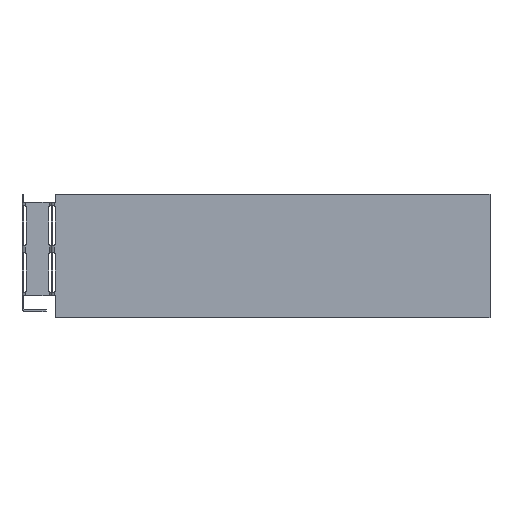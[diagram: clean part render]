
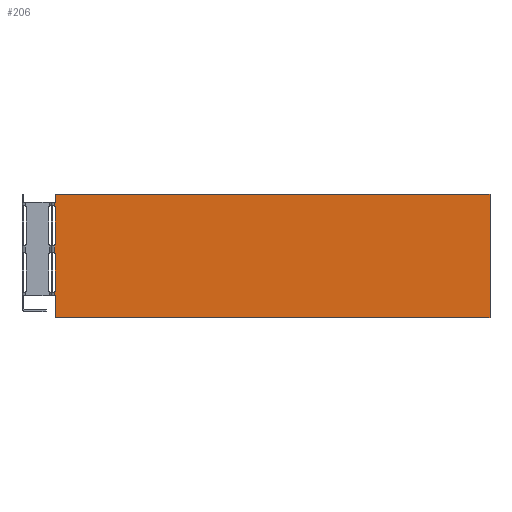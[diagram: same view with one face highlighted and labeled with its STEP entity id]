
A CAD part, front view. The second image highlights one B-rep face of the part: STEP entity #206.
In plain terms, the highlighted planar face has unit normal (0, -1, 0).
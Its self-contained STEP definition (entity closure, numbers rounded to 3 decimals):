
#39=AXIS2_PLACEMENT_3D('Circle Axis2P3D',#37,#38,$) ;
#83=AXIS2_PLACEMENT_3D('Plane Axis2P3D',#80,#81,#82) ;
#152=AXIS2_PLACEMENT_3D('Circle Axis2P3D',#150,#151,$) ;
#166=AXIS2_PLACEMENT_3D('Circle Axis2P3D',#164,#165,$) ;
#185=AXIS2_PLACEMENT_3D('Circle Axis2P3D',#183,#184,$) ;
#37=CARTESIAN_POINT('Axis2P3D Location',(15.085,0.,30.9)) ;
#41=CARTESIAN_POINT('Vertex',(16.09,0.,31.643)) ;
#43=CARTESIAN_POINT('Vertex',(16.335,0.,30.9)) ;
#80=CARTESIAN_POINT('Axis2P3D Location',(-109.715,0.,-7.2)) ;
#85=CARTESIAN_POINT('Line Origine',(16.09,0.,11.728)) ;
#89=CARTESIAN_POINT('Vertex',(16.09,0.,12.657)) ;
#91=CARTESIAN_POINT('Vertex',(16.09,0.,10.8)) ;
#94=CARTESIAN_POINT('Line Origine',(16.188,0.,10.8)) ;
#98=CARTESIAN_POINT('Vertex',(16.285,0.,10.8)) ;
#101=CARTESIAN_POINT('Line Origine',(16.285,0.,5.4)) ;
#105=CARTESIAN_POINT('Vertex',(16.285,0.,0.)) ;
#108=CARTESIAN_POINT('Line Origine',(122.785,0.,0.)) ;
#112=CARTESIAN_POINT('Vertex',(229.285,0.,0.)) ;
#115=CARTESIAN_POINT('Line Origine',(229.285,0.,30.25)) ;
#119=CARTESIAN_POINT('Vertex',(229.285,0.,60.5)) ;
#122=CARTESIAN_POINT('Line Origine',(122.785,0.,60.5)) ;
#126=CARTESIAN_POINT('Vertex',(16.285,0.,60.5)) ;
#129=CARTESIAN_POINT('Line Origine',(16.285,0.,58.5)) ;
#133=CARTESIAN_POINT('Vertex',(16.285,0.,56.5)) ;
#136=CARTESIAN_POINT('Line Origine',(16.188,0.,56.5)) ;
#140=CARTESIAN_POINT('Vertex',(16.09,0.,56.5)) ;
#143=CARTESIAN_POINT('Line Origine',(16.09,0.,55.572)) ;
#147=CARTESIAN_POINT('Vertex',(16.09,0.,54.643)) ;
#150=CARTESIAN_POINT('Axis2P3D Location',(15.085,0.,53.9)) ;
#154=CARTESIAN_POINT('Vertex',(16.335,0.,53.9)) ;
#157=CARTESIAN_POINT('Line Origine',(16.335,0.,45.15)) ;
#161=CARTESIAN_POINT('Vertex',(16.335,0.,36.4)) ;
#164=CARTESIAN_POINT('Axis2P3D Location',(15.085,0.,36.4)) ;
#168=CARTESIAN_POINT('Vertex',(16.09,0.,35.657)) ;
#171=CARTESIAN_POINT('Line Origine',(16.09,0.,33.65)) ;
#176=CARTESIAN_POINT('Line Origine',(16.335,0.,22.15)) ;
#180=CARTESIAN_POINT('Vertex',(16.335,0.,13.4)) ;
#183=CARTESIAN_POINT('Axis2P3D Location',(15.085,0.,13.4)) ;
#38=DIRECTION('Axis2P3D Direction',(0.,1.,0.)) ;
#81=DIRECTION('Axis2P3D Direction',(0.,1.,0.)) ;
#82=DIRECTION('Axis2P3D XDirection',(-1.,0.,0.)) ;
#86=DIRECTION('Vector Direction',(0.,0.,-1.)) ;
#95=DIRECTION('Vector Direction',(1.,0.,0.)) ;
#102=DIRECTION('Vector Direction',(0.,0.,1.)) ;
#109=DIRECTION('Vector Direction',(-1.,0.,0.)) ;
#116=DIRECTION('Vector Direction',(0.,0.,-1.)) ;
#123=DIRECTION('Vector Direction',(1.,0.,0.)) ;
#130=DIRECTION('Vector Direction',(0.,0.,1.)) ;
#137=DIRECTION('Vector Direction',(-1.,0.,0.)) ;
#144=DIRECTION('Vector Direction',(0.,0.,-1.)) ;
#151=DIRECTION('Axis2P3D Direction',(0.,1.,0.)) ;
#158=DIRECTION('Vector Direction',(0.,0.,1.)) ;
#165=DIRECTION('Axis2P3D Direction',(0.,1.,0.)) ;
#172=DIRECTION('Vector Direction',(0.,0.,-1.)) ;
#177=DIRECTION('Vector Direction',(0.,0.,-1.)) ;
#184=DIRECTION('Axis2P3D Direction',(0.,1.,0.)) ;
#87=VECTOR('Line Direction',#86,1.) ;
#96=VECTOR('Line Direction',#95,1.) ;
#103=VECTOR('Line Direction',#102,1.) ;
#110=VECTOR('Line Direction',#109,1.) ;
#117=VECTOR('Line Direction',#116,1.) ;
#124=VECTOR('Line Direction',#123,1.) ;
#131=VECTOR('Line Direction',#130,1.) ;
#138=VECTOR('Line Direction',#137,1.) ;
#145=VECTOR('Line Direction',#144,1.) ;
#159=VECTOR('Line Direction',#158,1.) ;
#173=VECTOR('Line Direction',#172,1.) ;
#178=VECTOR('Line Direction',#177,1.) ;
#189=ORIENTED_EDGE('',*,*,#93,.T.) ;
#190=ORIENTED_EDGE('',*,*,#100,.T.) ;
#191=ORIENTED_EDGE('',*,*,#107,.F.) ;
#192=ORIENTED_EDGE('',*,*,#114,.F.) ;
#193=ORIENTED_EDGE('',*,*,#121,.F.) ;
#194=ORIENTED_EDGE('',*,*,#128,.F.) ;
#195=ORIENTED_EDGE('',*,*,#135,.F.) ;
#196=ORIENTED_EDGE('',*,*,#142,.T.) ;
#197=ORIENTED_EDGE('',*,*,#149,.T.) ;
#198=ORIENTED_EDGE('',*,*,#156,.T.) ;
#199=ORIENTED_EDGE('',*,*,#163,.T.) ;
#200=ORIENTED_EDGE('',*,*,#170,.T.) ;
#201=ORIENTED_EDGE('',*,*,#175,.T.) ;
#202=ORIENTED_EDGE('',*,*,#45,.T.) ;
#203=ORIENTED_EDGE('',*,*,#182,.T.) ;
#204=ORIENTED_EDGE('',*,*,#187,.T.) ;
#206=ADVANCED_FACE('Koerper.2',(#205),#84,.F.) ;
#40=CIRCLE('generated circle',#39,1.25) ;
#153=CIRCLE('generated circle',#152,1.25) ;
#167=CIRCLE('generated circle',#166,1.25) ;
#186=CIRCLE('generated circle',#185,1.25) ;
#45=EDGE_CURVE('',#42,#44,#40,.T.) ;
#93=EDGE_CURVE('',#90,#92,#88,.T.) ;
#100=EDGE_CURVE('',#92,#99,#97,.T.) ;
#107=EDGE_CURVE('',#106,#99,#104,.T.) ;
#114=EDGE_CURVE('',#113,#106,#111,.T.) ;
#121=EDGE_CURVE('',#120,#113,#118,.T.) ;
#128=EDGE_CURVE('',#127,#120,#125,.T.) ;
#135=EDGE_CURVE('',#134,#127,#132,.T.) ;
#142=EDGE_CURVE('',#134,#141,#139,.T.) ;
#149=EDGE_CURVE('',#141,#148,#146,.T.) ;
#156=EDGE_CURVE('',#148,#155,#153,.T.) ;
#163=EDGE_CURVE('',#155,#162,#160,.F.) ;
#170=EDGE_CURVE('',#162,#169,#167,.T.) ;
#175=EDGE_CURVE('',#169,#42,#174,.T.) ;
#182=EDGE_CURVE('',#44,#181,#179,.T.) ;
#187=EDGE_CURVE('',#181,#90,#186,.T.) ;
#188=EDGE_LOOP('',(#189,#190,#191,#192,#193,#194,#195,#196,#197,#198,#199,#200,#201,#202,#203,#204)) ;
#205=FACE_OUTER_BOUND('',#188,.T.) ;
#88=LINE('Line',#85,#87) ;
#97=LINE('Line',#94,#96) ;
#104=LINE('Line',#101,#103) ;
#111=LINE('Line',#108,#110) ;
#118=LINE('Line',#115,#117) ;
#125=LINE('Line',#122,#124) ;
#132=LINE('Line',#129,#131) ;
#139=LINE('Line',#136,#138) ;
#146=LINE('Line',#143,#145) ;
#160=LINE('Line',#157,#159) ;
#174=LINE('Line',#171,#173) ;
#179=LINE('Line',#176,#178) ;
#84=PLANE('',#83) ;
#42=VERTEX_POINT('',#41) ;
#44=VERTEX_POINT('',#43) ;
#90=VERTEX_POINT('',#89) ;
#92=VERTEX_POINT('',#91) ;
#99=VERTEX_POINT('',#98) ;
#106=VERTEX_POINT('',#105) ;
#113=VERTEX_POINT('',#112) ;
#120=VERTEX_POINT('',#119) ;
#127=VERTEX_POINT('',#126) ;
#134=VERTEX_POINT('',#133) ;
#141=VERTEX_POINT('',#140) ;
#148=VERTEX_POINT('',#147) ;
#155=VERTEX_POINT('',#154) ;
#162=VERTEX_POINT('',#161) ;
#169=VERTEX_POINT('',#168) ;
#181=VERTEX_POINT('',#180) ;
